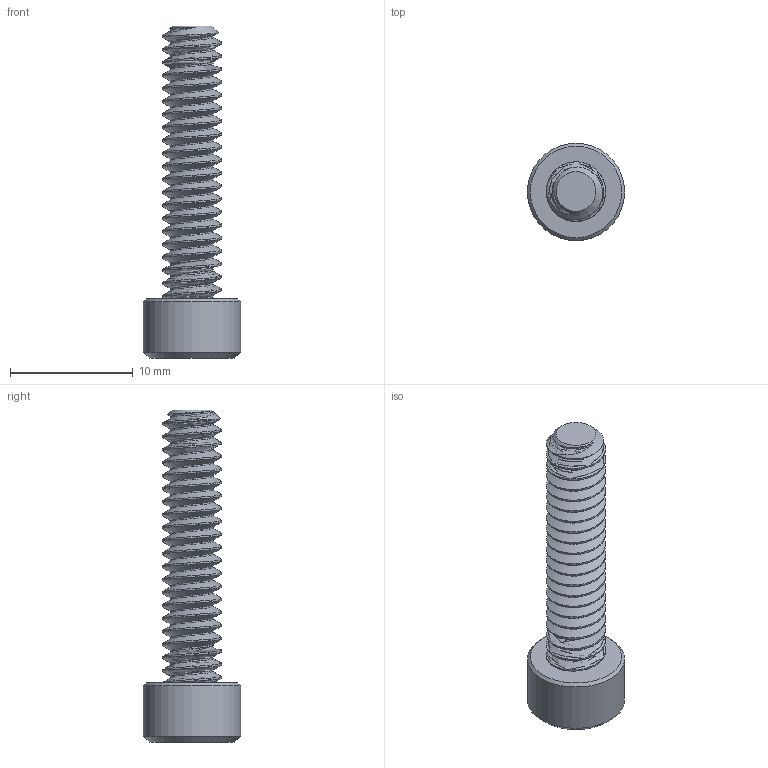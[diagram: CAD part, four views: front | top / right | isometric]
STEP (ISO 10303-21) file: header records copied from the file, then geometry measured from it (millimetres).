
FILE_DESCRIPTION(/* description */ (''),/* implementation_level */ '2;1');
FILE_NAME(/* name */ 'PulleyAssembly.91251A246.step',/* time_stamp */ '2020-09-18T12:46:21-07:00',/* author */ (''),/* organization */ (''),/* preprocessor_version */ 'ST-DEVELOPER v18.1',/* originating_system */ 'Autodesk Translation Framework v9.3.0.1241',/* authorisation */ '');
FILE_SCHEMA (('AUTOMOTIVE_DESIGN { 1 0 10303 214 3 1 1 }'));
Length unit declared in the file: inch
Products named in the file (1): 91251A246
Bounding box: 7.92 x 7.92 x 27.05 mm (x, y, z)
Volume: 495 mm3; surface area: 745.4 mm2
Topology: 1 solids, 1 shells, 66 faces, 172 edges, 110 vertices
Faces by surface type: cylinder 45, plane 10, cone 9, bspline 2
Full cylindrical faces by diameter (mm): 3.451 x20, 4.826 x20, 7.925 x1
Entity records: 5929 total; most frequent: CARTESIAN_POINT 4473, ORIENTED_EDGE 344, DIRECTION 220, EDGE_CURVE 172, VERTEX_POINT 110, B_SPLINE_CURVE_WITH_KNOTS 92, AXIS2_PLACEMENT_3D 81, EDGE_LOOP 68
